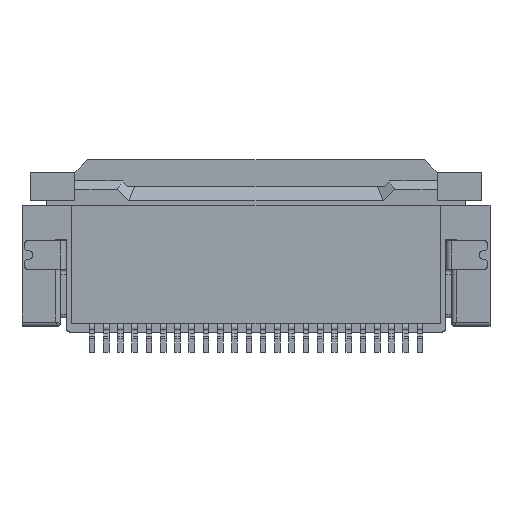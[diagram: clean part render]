
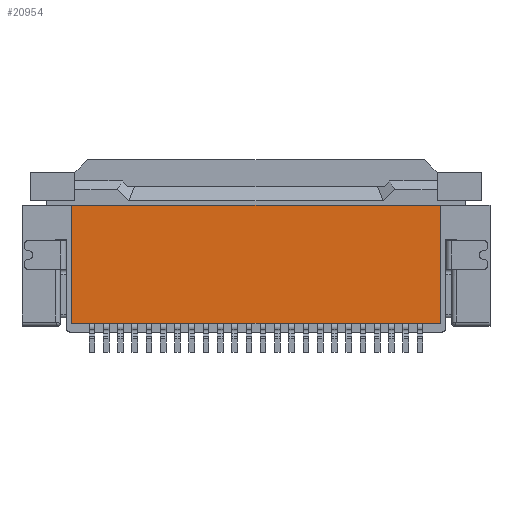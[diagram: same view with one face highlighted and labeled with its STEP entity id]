
A CAD part, front view. The second image highlights one B-rep face of the part: STEP entity #20954.
In plain terms, the highlighted planar face has unit normal (0, -1, 0).
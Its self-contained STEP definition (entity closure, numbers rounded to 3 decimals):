
#3772=ORIENTED_EDGE('',*,*,#8595,.T.);
#3773=ORIENTED_EDGE('',*,*,#8596,.T.);
#3774=ORIENTED_EDGE('',*,*,#8597,.F.);
#3775=ORIENTED_EDGE('',*,*,#8103,.F.);
#8103=EDGE_CURVE('',#10707,#10708,#12792,.T.);
#8595=EDGE_CURVE('',#10707,#11064,#13188,.T.);
#8596=EDGE_CURVE('',#11064,#11065,#13189,.T.);
#8597=EDGE_CURVE('',#10708,#11065,#13190,.T.);
#10707=VERTEX_POINT('',#30787);
#10708=VERTEX_POINT('',#30789);
#11064=VERTEX_POINT('',#31760);
#11065=VERTEX_POINT('',#31764);
#12792=LINE('',#30788,#15418);
#13188=LINE('',#31761,#15814);
#13189=LINE('',#31763,#15815);
#13190=LINE('',#31765,#15816);
#15418=VECTOR('',#25144,1000.);
#15814=VECTOR('',#25980,1000.);
#15815=VECTOR('',#25983,1000.);
#15816=VECTOR('',#25984,1000.);
#17302=EDGE_LOOP('',(#3772,#3773,#3774,#3775));
#18210=FACE_BOUND('',#17302,.T.);
#18959=PLANE('',#22188);
#20954=ADVANCED_FACE('',(#18210),#18959,.F.);
#22188=AXIS2_PLACEMENT_3D('',#31762,#25981,#25982);
#25144=DIRECTION('',(1.,0.,0.));
#25980=DIRECTION('',(0.,0.,-1.));
#25981=DIRECTION('',(0.,1.,0.));
#25982=DIRECTION('',(0.,0.,1.));
#25983=DIRECTION('',(1.,0.,0.));
#25984=DIRECTION('',(0.,0.,-1.));
#30787=CARTESIAN_POINT('',(-6.45,0.,4.45));
#30788=CARTESIAN_POINT('',(-6.45,0.,4.45));
#30789=CARTESIAN_POINT('',(6.45,0.,4.45));
#31760=CARTESIAN_POINT('',(-6.45,0.,0.3));
#31761=CARTESIAN_POINT('',(-6.45,0.,4.45));
#31762=CARTESIAN_POINT('',(-6.45,0.,4.45));
#31763=CARTESIAN_POINT('',(-6.45,0.,0.3));
#31764=CARTESIAN_POINT('',(6.45,0.,0.3));
#31765=CARTESIAN_POINT('',(6.45,0.,4.45));
